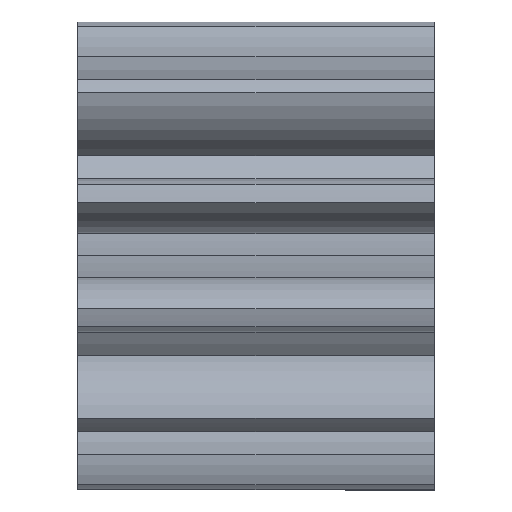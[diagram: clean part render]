
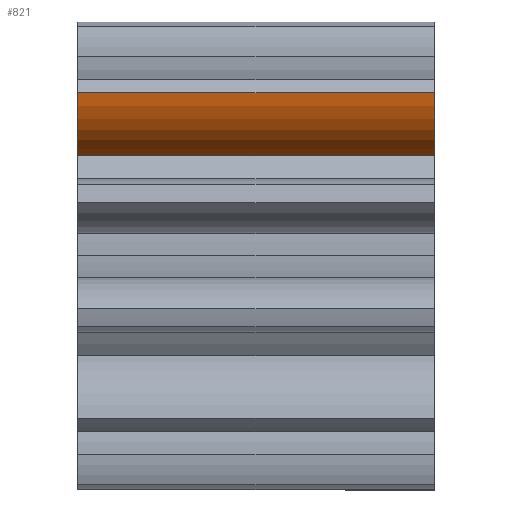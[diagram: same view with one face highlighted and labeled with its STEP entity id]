
A CAD part, top view. The second image highlights one B-rep face of the part: STEP entity #821.
In plain terms, the highlighted cylindrical face has radius 3.048 mm (diameter 6.096 mm), a partial arc.
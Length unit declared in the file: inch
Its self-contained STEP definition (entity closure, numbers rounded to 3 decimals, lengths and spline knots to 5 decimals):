
#76 = CIRCLE ( 'NONE', #1359, 0.12 ) ;
#112 = LINE ( 'NONE', #1830, #419 ) ;
#170 = DIRECTION ( 'NONE',  ( -1., 0., 0. ) ) ;
#183 = EDGE_CURVE ( 'NONE', #1198, #1947, #112, .T. ) ;
#219 = LINE ( 'NONE', #384, #1350 ) ;
#323 = DIRECTION ( 'NONE',  ( 0., 0., 1. ) ) ;
#337 = DIRECTION ( 'NONE',  ( -1., 0., 0. ) ) ;
#384 = CARTESIAN_POINT ( 'NONE',  ( 0.26, 0.23757, 0.25702 ) ) ;
#419 = VECTOR ( 'NONE', #337, 39.37008 ) ;
#539 = EDGE_CURVE ( 'NONE', #1148, #1901, #219, .T. ) ;
#611 = ORIENTED_EDGE ( 'NONE', *, *, #539, .T. ) ;
#627 = DIRECTION ( 'NONE',  ( -1., 0., 0. ) ) ;
#706 = CYLINDRICAL_SURFACE ( 'NONE', #1235, 0.12 ) ;
#776 = CARTESIAN_POINT ( 'NONE',  ( 0.52, 0.14608, 0.18789 ) ) ;
#790 = FACE_OUTER_BOUND ( 'NONE', #797, .T. ) ;
#791 = ORIENTED_EDGE ( 'NONE', *, *, #1096, .T. ) ;
#797 = EDGE_LOOP ( 'NONE', ( #611, #2083, #1488, #791 ) ) ;
#821 = ADVANCED_FACE ( 'NONE', ( #790 ), #706, .T. ) ;
#1021 = CARTESIAN_POINT ( 'NONE',  ( 0.52, 0.23757, 0.25702 ) ) ;
#1062 = CARTESIAN_POINT ( 'NONE',  ( 0., 0.23757, 0.25702 ) ) ;
#1096 = EDGE_CURVE ( 'NONE', #1198, #1148, #1281, .T. ) ;
#1143 = CARTESIAN_POINT ( 'NONE',  ( 0.52, 0.25538, 0.13835 ) ) ;
#1148 = VERTEX_POINT ( 'NONE', #1021 ) ;
#1162 = CARTESIAN_POINT ( 'NONE',  ( 0.52, 0.25538, 0.13835 ) ) ;
#1198 = VERTEX_POINT ( 'NONE', #776 ) ;
#1235 = AXIS2_PLACEMENT_3D ( 'NONE', #1143, #1879, #323 ) ;
#1281 = CIRCLE ( 'NONE', #1714, 0.12 ) ;
#1325 = DIRECTION ( 'NONE',  ( 0., 0.866, -0.5 ) ) ;
#1350 = VECTOR ( 'NONE', #1358, 39.37008 ) ;
#1358 = DIRECTION ( 'NONE',  ( -1., 0., 0. ) ) ;
#1359 = AXIS2_PLACEMENT_3D ( 'NONE', #1579, #627, #1733 ) ;
#1416 = EDGE_CURVE ( 'NONE', #1947, #1901, #76, .T. ) ;
#1488 = ORIENTED_EDGE ( 'NONE', *, *, #183, .F. ) ;
#1579 = CARTESIAN_POINT ( 'NONE',  ( 0., 0.25538, 0.13835 ) ) ;
#1714 = AXIS2_PLACEMENT_3D ( 'NONE', #1162, #170, #1325 ) ;
#1733 = DIRECTION ( 'NONE',  ( 0., 0.866, -0.5 ) ) ;
#1830 = CARTESIAN_POINT ( 'NONE',  ( 0.52, 0.14608, 0.18789 ) ) ;
#1879 = DIRECTION ( 'NONE',  ( -1., 0., 0. ) ) ;
#1901 = VERTEX_POINT ( 'NONE', #1062 ) ;
#1947 = VERTEX_POINT ( 'NONE', #2005 ) ;
#2005 = CARTESIAN_POINT ( 'NONE',  ( 0., 0.14608, 0.18789 ) ) ;
#2083 = ORIENTED_EDGE ( 'NONE', *, *, #1416, .F. ) ;
